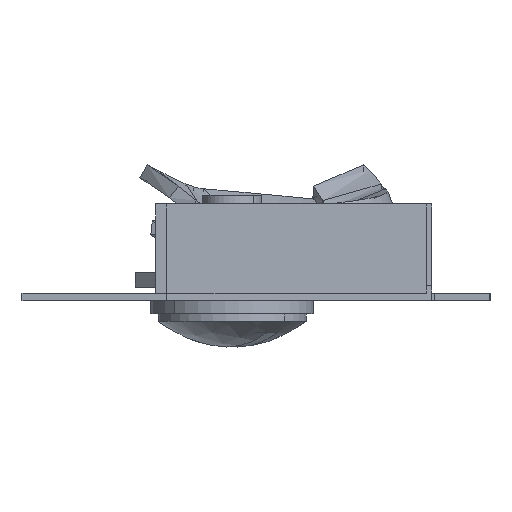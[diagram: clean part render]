
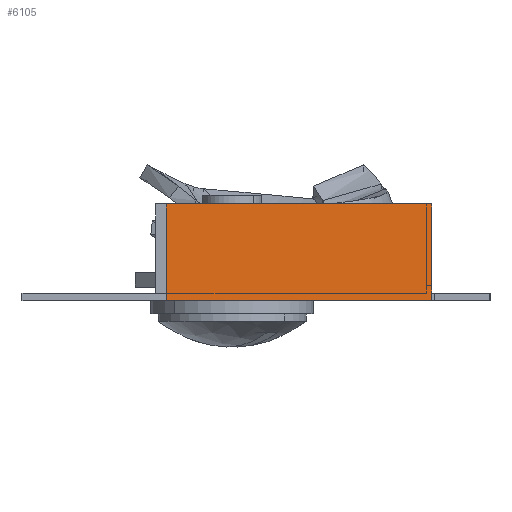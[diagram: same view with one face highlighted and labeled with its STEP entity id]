
A CAD part, left-side view. The second image highlights one B-rep face of the part: STEP entity #6105.
In plain terms, the highlighted planar face has unit normal (-0.707, -0.707, 0).
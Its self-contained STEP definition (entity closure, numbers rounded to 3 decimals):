
#103 = LINE ( 'NONE', #3509, #5003 ) ;
#219 = LINE ( 'NONE', #2814, #3317 ) ;
#349 = VECTOR ( 'NONE', #6046, 1000. ) ;
#357 = VERTEX_POINT ( 'NONE', #4029 ) ;
#366 = ORIENTED_EDGE ( 'NONE', *, *, #429, .T. ) ;
#414 = ORIENTED_EDGE ( 'NONE', *, *, #3806, .T. ) ;
#429 = EDGE_CURVE ( 'NONE', #2647, #599, #4407, .T. ) ;
#599 = VERTEX_POINT ( 'NONE', #1297 ) ;
#676 = CARTESIAN_POINT ( 'NONE',  ( -255.432, 7.854, 1. ) ) ;
#827 = DIRECTION ( 'NONE',  ( 0., 0., -1. ) ) ;
#958 = FACE_OUTER_BOUND ( 'NONE', #3388, .T. ) ;
#1297 = CARTESIAN_POINT ( 'NONE',  ( -291.141, 43.562, -1. ) ) ;
#1686 = VECTOR ( 'NONE', #1805, 1000. ) ;
#1730 = DIRECTION ( 'NONE',  ( 0., 0., -1. ) ) ;
#1805 = DIRECTION ( 'NONE',  ( 0., 0., -1. ) ) ;
#2154 = CARTESIAN_POINT ( 'NONE',  ( -291.141, 43.562, 12. ) ) ;
#2199 = CARTESIAN_POINT ( 'NONE',  ( -255.432, 7.854, 12. ) ) ;
#2615 = EDGE_CURVE ( 'NONE', #357, #2783, #103, .T. ) ;
#2647 = VERTEX_POINT ( 'NONE', #2154 ) ;
#2653 = ORIENTED_EDGE ( 'NONE', *, *, #5170, .F. ) ;
#2783 = VERTEX_POINT ( 'NONE', #676 ) ;
#2807 = AXIS2_PLACEMENT_3D ( 'NONE', #3088, #4062, #4561 ) ;
#2814 = CARTESIAN_POINT ( 'NONE',  ( -269.36, 21.781, -1. ) ) ;
#3088 = CARTESIAN_POINT ( 'NONE',  ( -255.432, 7.854, 12. ) ) ;
#3170 = PLANE ( 'NONE',  #2807 ) ;
#3197 = CARTESIAN_POINT ( 'NONE',  ( -255.432, 7.854, 12. ) ) ;
#3317 = VECTOR ( 'NONE', #3773, 1000. ) ;
#3388 = EDGE_LOOP ( 'NONE', ( #366, #414, #4601, #4723, #2653 ) ) ;
#3509 = CARTESIAN_POINT ( 'NONE',  ( -255.432, 7.854, 0. ) ) ;
#3773 = DIRECTION ( 'NONE',  ( 0.707, -0.707, 0. ) ) ;
#3806 = EDGE_CURVE ( 'NONE', #599, #5817, #219, .T. ) ;
#4029 = CARTESIAN_POINT ( 'NONE',  ( -255.432, 7.854, 12. ) ) ;
#4062 = DIRECTION ( 'NONE',  ( 0.707, 0.707, 0. ) ) ;
#4201 = LINE ( 'NONE', #3197, #1686 ) ;
#4338 = VECTOR ( 'NONE', #827, 1000. ) ;
#4407 = LINE ( 'NONE', #5543, #4338 ) ;
#4561 = DIRECTION ( 'NONE',  ( 0.707, -0.707, 0. ) ) ;
#4601 = ORIENTED_EDGE ( 'NONE', *, *, #5822, .F. ) ;
#4723 = ORIENTED_EDGE ( 'NONE', *, *, #2615, .F. ) ;
#5003 = VECTOR ( 'NONE', #1730, 1000. ) ;
#5072 = CARTESIAN_POINT ( 'NONE',  ( -255.432, 7.854, -1. ) ) ;
#5170 = EDGE_CURVE ( 'NONE', #2647, #357, #5934, .T. ) ;
#5543 = CARTESIAN_POINT ( 'NONE',  ( -291.141, 43.562, -1. ) ) ;
#5817 = VERTEX_POINT ( 'NONE', #5072 ) ;
#5822 = EDGE_CURVE ( 'NONE', #2783, #5817, #4201, .T. ) ;
#5934 = LINE ( 'NONE', #2199, #349 ) ;
#6046 = DIRECTION ( 'NONE',  ( 0.707, -0.707, 0. ) ) ;
#6105 = ADVANCED_FACE ( 'NONE', ( #958 ), #3170, .F. ) ;
